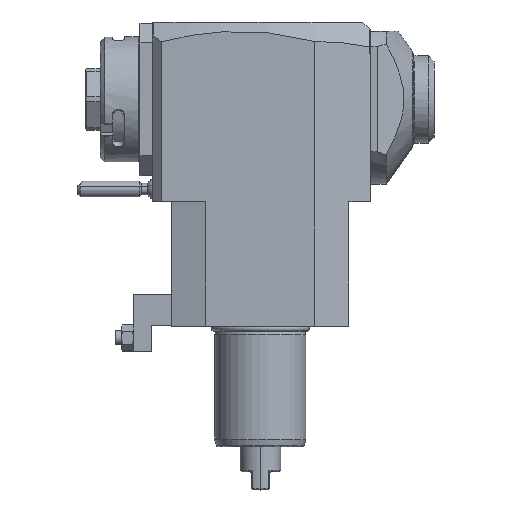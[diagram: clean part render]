
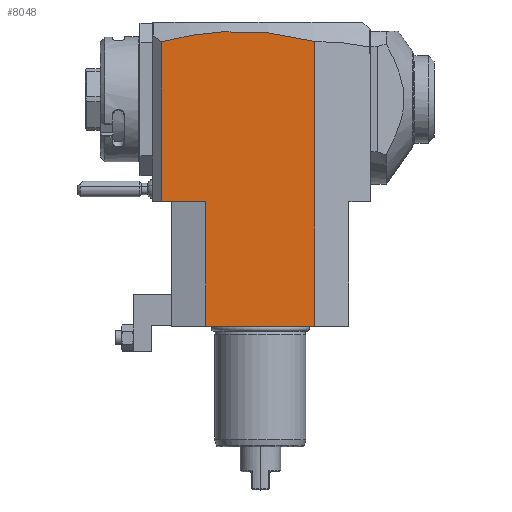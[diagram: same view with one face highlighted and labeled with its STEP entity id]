
A CAD part, top view. The second image highlights one B-rep face of the part: STEP entity #8048.
In plain terms, the highlighted planar face has unit normal (0, 0, 1).
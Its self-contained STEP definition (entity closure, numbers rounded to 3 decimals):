
#1=DIRECTION('',(-1.,0.,0.));
#2=VECTOR('',#1,48.);
#3=CARTESIAN_POINT('',(24.,0.,37.5));
#4=LINE('',#3,#2);
#43=DIRECTION('',(-1.,0.,0.));
#44=VECTOR('',#43,19.5);
#45=CARTESIAN_POINT('',(-24.,55.,37.5));
#46=LINE('',#45,#44);
#47=DIRECTION('',(0.,1.,0.));
#48=VECTOR('',#47,70.258);
#49=CARTESIAN_POINT('',(-43.5,55.,37.5));
#50=LINE('',#49,#48);
#51=CARTESIAN_POINT('',(24.,125.435,37.5));
#52=CARTESIAN_POINT('',(18.371,126.939,37.5));
#53=CARTESIAN_POINT('',(7.115,129.162,37.5));
#54=CARTESIAN_POINT('',(-9.762,130.233,37.5));
#55=CARTESIAN_POINT('',(-26.635,129.072,37.5));
#56=CARTESIAN_POINT('',(-37.879,126.791,37.5));
#57=CARTESIAN_POINT('',(-43.5,125.258,37.5));
#59=DIRECTION('',(0.,-1.,0.));
#60=VECTOR('',#59,125.435);
#61=CARTESIAN_POINT('',(24.,125.435,37.5));
#62=LINE('',#61,#60);
#3932=DIRECTION('',(0.,-1.,0.));
#3933=VECTOR('',#3932,55.);
#3934=CARTESIAN_POINT('',(-24.,55.,37.5));
#3935=LINE('',#3934,#3933);
#7359=VERTEX_POINT('',#51);
#7360=VERTEX_POINT('',#57);
#7752=CARTESIAN_POINT('',(-43.5,55.,37.5));
#7754=VERTEX_POINT('',#7752);
#7792=CARTESIAN_POINT('',(24.,0.,37.5));
#7793=CARTESIAN_POINT('',(-24.,0.,37.5));
#7794=VERTEX_POINT('',#7792);
#7795=VERTEX_POINT('',#7793);
#7990=CARTESIAN_POINT('',(-24.,55.,37.5));
#7991=VERTEX_POINT('',#7990);
#8030=CARTESIAN_POINT('',(-39.202,55.,37.5));
#8031=DIRECTION('',(0.,0.,1.));
#8032=DIRECTION('',(1.,0.,0.));
#8033=AXIS2_PLACEMENT_3D('',#8030,#8031,#8032);
#8034=PLANE('',#8033);
#8036=ORIENTED_EDGE('',*,*,#8035,.T.);
#8038=ORIENTED_EDGE('',*,*,#8037,.T.);
#8040=ORIENTED_EDGE('',*,*,#8039,.F.);
#8042=ORIENTED_EDGE('',*,*,#8041,.T.);
#8043=ORIENTED_EDGE('',*,*,#7999,.T.);
#8045=ORIENTED_EDGE('',*,*,#8044,.F.);
#8046=EDGE_LOOP('',(#8036,#8038,#8040,#8042,#8043,#8045));
#8047=FACE_OUTER_BOUND('',#8046,.F.);
#58=B_SPLINE_CURVE_WITH_KNOTS('',3,(#51,#52,#53,#54,#55,#56,#57),.UNSPECIFIED.,
.F.,.F.,(4,1,1,1,4),(0.,0.25,0.5,0.75,1.),.UNSPECIFIED.);
#7999=EDGE_CURVE('',#7794,#7795,#4,.T.);
#8035=EDGE_CURVE('',#7991,#7754,#46,.T.);
#8037=EDGE_CURVE('',#7754,#7360,#50,.T.);
#8039=EDGE_CURVE('',#7359,#7360,#58,.T.);
#8041=EDGE_CURVE('',#7359,#7794,#62,.T.);
#8044=EDGE_CURVE('',#7991,#7795,#3935,.T.);
#8048=ADVANCED_FACE('',(#8047),#8034,.T.);
